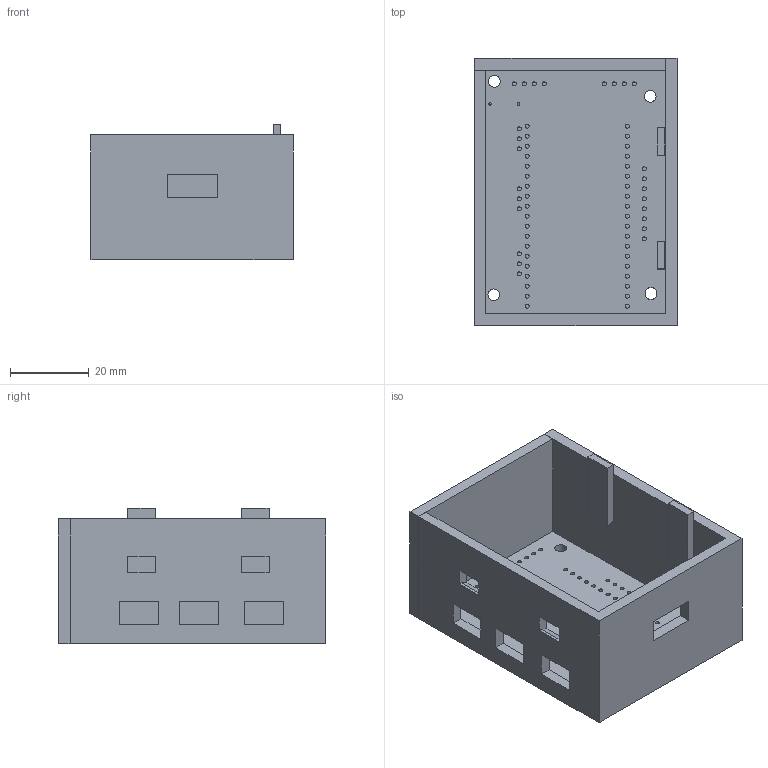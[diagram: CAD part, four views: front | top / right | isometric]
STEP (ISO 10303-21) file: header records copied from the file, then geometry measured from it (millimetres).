
FILE_DESCRIPTION(/* description */ (''),/* implementation_level */ '2;1');
FILE_NAME(/* name */ 'Bottom Piece V2.step',/* time_stamp */ '2024-08-15T18:55:09-07:00',/* author */ (''),/* organization */ (''),/* preprocessor_version */ 'ST-DEVELOPER v20',/* originating_system */ 'Autodesk Translation Framework v13.14.0.145',/* authorisation */ '');
FILE_SCHEMA (('AUTOMOTIVE_DESIGN { 1 0 10303 214 3 1 1 }'));
Length unit declared in the file: millimetre
Products named in the file (1): Water Testing Box
Bounding box: 51.32 x 67.9 x 34.41 mm (x, y, z)
Volume: 28652.3 mm3; surface area: 22197.3 mm2
Topology: 3 solids, 3 shells, 206 faces, 403 edges, 268 vertices
Faces by surface type: plane 137, cylinder 69
Full cylindrical faces by diameter (mm): 0.66 x2, 1.016 x25, 1.04 x38, 2.997 x1, 2.998 x2, 3.006 x1
Entity records: 5378 total; most frequent: DIRECTION 955, CARTESIAN_POINT 878, ORIENTED_EDGE 806, EDGE_CURVE 403, AXIS2_PLACEMENT_3D 345, EDGE_LOOP 295, VERTEX_POINT 268, LINE 265
